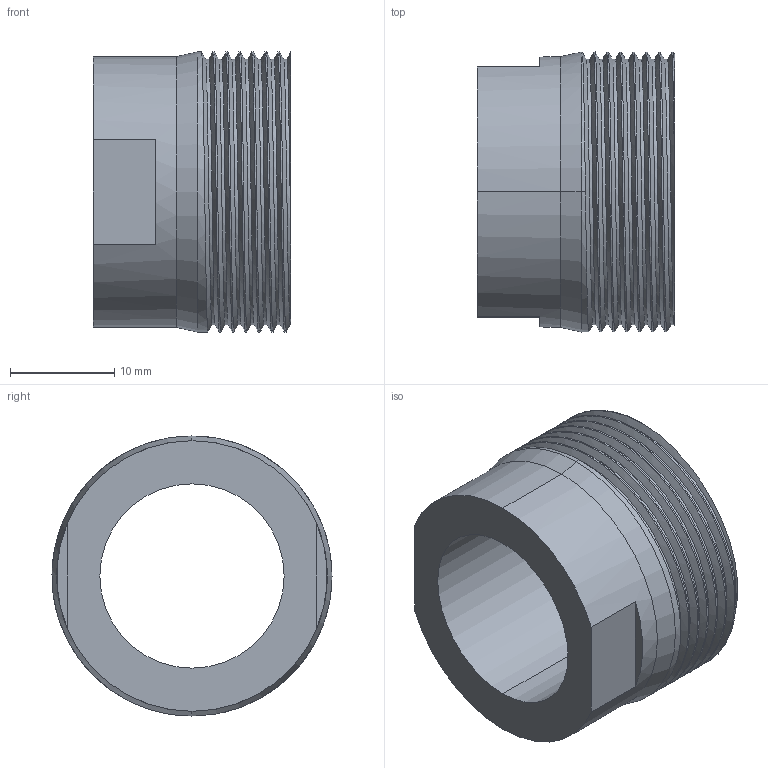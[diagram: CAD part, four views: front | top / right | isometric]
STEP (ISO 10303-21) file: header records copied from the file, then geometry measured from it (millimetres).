
FILE_DESCRIPTION (( 'STEP AP203' ), '1' );
FILE_NAME ('3D_R9366_10_17112300.STEP', '2024-08-20T07:15:02', ( '' ), ( '' ), 'SwSTEP 2.0', 'SolidWorks 2024', '' );
FILE_SCHEMA (( 'CONFIG_CONTROL_DESIGN' ));
Length unit declared in the file: millimetre
Products named in the file (1): 3D_R9366_10_17112300
Bounding box: 19 x 26.9 x 26.9 mm (x, y, z)
Volume: 5435.4 mm3; surface area: 3633.3 mm2
Topology: 1 solids, 1 shells, 31 faces, 83 edges, 54 vertices
Faces by surface type: cylinder 19, plane 7, bspline 3, cone 2
Entity records: 4524 total; most frequent: CARTESIAN_POINT 3759, ORIENTED_EDGE 166, DIRECTION 118, EDGE_CURVE 83, VERTEX_POINT 54, AXIS2_PLACEMENT_3D 45, EDGE_LOOP 33, ADVANCED_FACE 31
